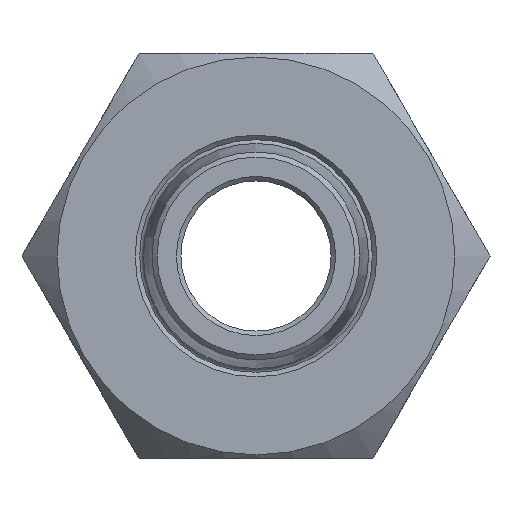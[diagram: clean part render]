
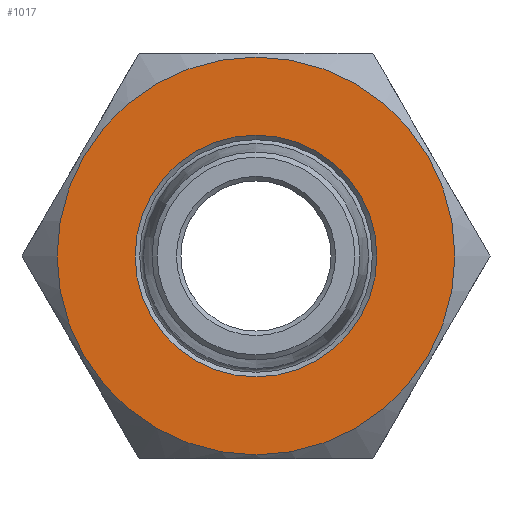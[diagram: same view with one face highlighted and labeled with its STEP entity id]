
A CAD part, left-side view. The second image highlights one B-rep face of the part: STEP entity #1017.
In plain terms, the highlighted planar face has unit normal (-1, 0, 0).
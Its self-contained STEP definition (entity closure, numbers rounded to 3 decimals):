
#45=FACE_BOUND('',#175,.T.);
#76=PLANE('',#1170);
#104=FACE_OUTER_BOUND('',#174,.T.);
#174=EDGE_LOOP('',(#734));
#175=EDGE_LOOP('',(#735));
#343=CIRCLE('',#1151,13.25);
#350=CIRCLE('',#1165,8.05);
#451=VERTEX_POINT('',#1758);
#457=VERTEX_POINT('',#1784);
#549=EDGE_CURVE('',#451,#451,#343,.T.);
#561=EDGE_CURVE('',#457,#457,#350,.T.);
#734=ORIENTED_EDGE('',*,*,#549,.T.);
#735=ORIENTED_EDGE('',*,*,#561,.F.);
#1017=ADVANCED_FACE('',(#104,#45),#76,.T.);
#1151=AXIS2_PLACEMENT_3D('',#1760,#1330,#1331);
#1165=AXIS2_PLACEMENT_3D('',#1785,#1363,#1364);
#1170=AXIS2_PLACEMENT_3D('',#1795,#1375,#1376);
#1330=DIRECTION('center_axis',(-1.,0.,0.));
#1331=DIRECTION('ref_axis',(0.,1.,0.));
#1363=DIRECTION('center_axis',(-1.,0.,0.));
#1364=DIRECTION('ref_axis',(0.,0.,-1.));
#1375=DIRECTION('center_axis',(-1.,0.,0.));
#1376=DIRECTION('ref_axis',(0.,0.,1.));
#1758=CARTESIAN_POINT('',(-13.5,-13.25,0.));
#1760=CARTESIAN_POINT('Origin',(-13.5,0.,0.));
#1784=CARTESIAN_POINT('',(-13.5,0.,8.05));
#1785=CARTESIAN_POINT('Origin',(-13.5,0.,0.));
#1795=CARTESIAN_POINT('Origin',(-13.5,0.,0.));
